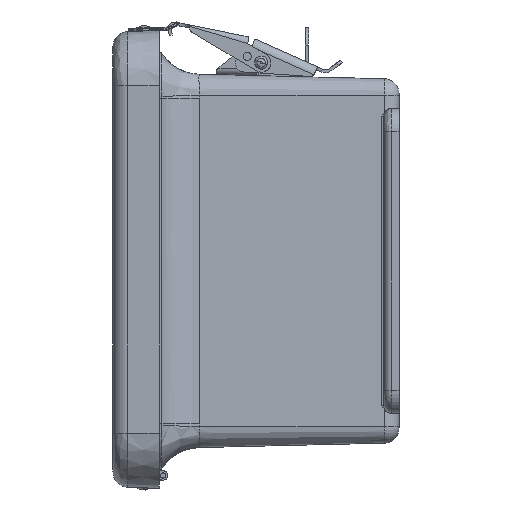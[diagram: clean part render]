
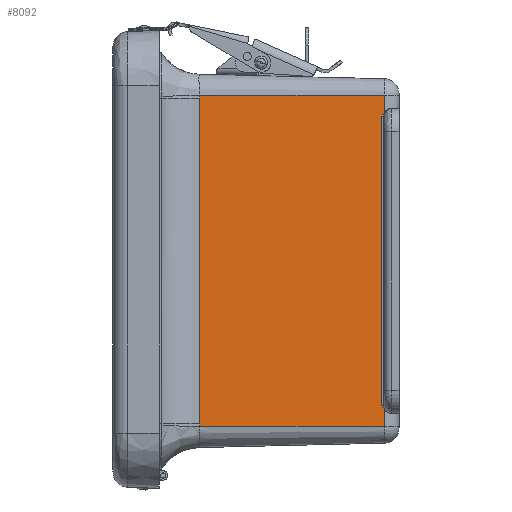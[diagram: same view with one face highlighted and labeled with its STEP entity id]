
A CAD part, left-side view. The second image highlights one B-rep face of the part: STEP entity #8092.
In plain terms, the highlighted face is planar.
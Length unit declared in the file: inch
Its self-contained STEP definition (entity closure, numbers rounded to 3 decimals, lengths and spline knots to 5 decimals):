
#439 = CARTESIAN_POINT ( 'NONE',  ( 3.992, 2.43499, 4.25244 ) ) ;
#891 = ORIENTED_EDGE ( 'NONE', *, *, #42362, .F. ) ;
#998 = VECTOR ( 'NONE', #25314, 39.37008 ) ;
#1256 = VECTOR ( 'NONE', #45449, 39.37008 ) ;
#1732 = ORIENTED_EDGE ( 'NONE', *, *, #19773, .F. ) ;
#1768 = CARTESIAN_POINT ( 'NONE',  ( 3.99283, 2.71875, 4.218 ) ) ;
#2202 = CARTESIAN_POINT ( 'NONE',  ( 3.99209, -2.43045, 4.24891 ) ) ;
#2214 = EDGE_CURVE ( 'NONE', #7256, #36148, #27407, .T. ) ;
#3166 = CARTESIAN_POINT ( 'NONE',  ( 3.99283, -2.375, 4.218 ) ) ;
#3870 = B_SPLINE_CURVE_WITH_KNOTS ( 'NONE', 3,
 ( #24314, #38440, #9987, #20809 ),
 .UNSPECIFIED., .F., .F.,
 ( 4, 4 ),
 ( 0., 1. ),
 .UNSPECIFIED. ) ;
#3924 = CARTESIAN_POINT ( 'NONE',  ( 3.99228, 2.418, 4.24111 ) ) ;
#4162 = CARTESIAN_POINT ( 'NONE',  ( 3.99266, 2.38944, 4.22522 ) ) ;
#4175 = DIRECTION ( 'NONE',  ( 0.024, 0., -1. ) ) ;
#4298 = EDGE_CURVE ( 'NONE', #7706, #36148, #36211, .T. ) ;
#4495 = CARTESIAN_POINT ( 'NONE',  ( 3.99192, 1.35938, 4.25597 ) ) ;
#5416 = ORIENTED_EDGE ( 'NONE', *, *, #10103, .T. ) ;
#5764 = LINE ( 'NONE', #34216, #40233 ) ;
#7230 = CARTESIAN_POINT ( 'NONE',  ( 3.99192, 2.71875, 4.25597 ) ) ;
#7256 = VERTEX_POINT ( 'NONE', #3166 ) ;
#7407 = CARTESIAN_POINT ( 'NONE',  ( 3.99213, 2.42762, 4.24718 ) ) ;
#7706 = VERTEX_POINT ( 'NONE', #14827 ) ;
#7916 = DIRECTION ( 'NONE',  ( 1., 0., 0.024 ) ) ;
#7950 = B_SPLINE_CURVE_WITH_KNOTS ( 'NONE', 3,
 ( #39555, #32571, #11524, #25649 ),
 .UNSPECIFIED., .F., .F.,
 ( 4, 4 ),
 ( 0., 1. ),
 .UNSPECIFIED. ) ;
#8092 = ADVANCED_FACE ( 'NONE', ( #32404 ), #25467, .T. ) ;
#8336 = CARTESIAN_POINT ( 'NONE',  ( 4.06427, 2.67477, 1.2274 ) ) ;
#8722 = LINE ( 'NONE', #1768, #18422 ) ;
#9151 = CARTESIAN_POINT ( 'NONE',  ( 3.99243, -2.40724, 4.23481 ) ) ;
#9545 = VECTOR ( 'NONE', #4175, 39.37008 ) ;
#9822 = ORIENTED_EDGE ( 'NONE', *, *, #34414, .T. ) ;
#9987 = CARTESIAN_POINT ( 'NONE',  ( 4.06427, 2.68944, 1.2274 ) ) ;
#10044 = VERTEX_POINT ( 'NONE', #8336 ) ;
#10055 = ORIENTED_EDGE ( 'NONE', *, *, #4298, .F. ) ;
#10103 = EDGE_CURVE ( 'NONE', #15501, #10044, #5764, .T. ) ;
#10213 = CARTESIAN_POINT ( 'NONE',  ( 4.09351, 2.71875, 0.00299 ) ) ;
#10872 = LINE ( 'NONE', #32382, #9545 ) ;
#10894 = CARTESIAN_POINT ( 'NONE',  ( 4.09351, 2.71875, 0.00299 ) ) ;
#11043 = B_SPLINE_CURVE_WITH_KNOTS ( 'NONE', 3,
 ( #24960, #439, #7407, #3924, #14746, #14534, #28655, #11079, #25194, #21712, #35879, #4162, #18220 ),
 .UNSPECIFIED., .F., .F.,
 ( 4, 1, 1, 1, 1, 1, 2, 2, 4 ),
 ( 0., 0.25, 0.375, 0.4375, 0.46875, 0.48437, 0.49219, 0.5, 1. ),
 .UNSPECIFIED. ) ;
#11079 = CARTESIAN_POINT ( 'NONE',  ( 3.99241, 2.40846, 4.2355 ) ) ;
#11501 = EDGE_CURVE ( 'NONE', #26470, #19151, #31512, .T. ) ;
#11524 = CARTESIAN_POINT ( 'NONE',  ( 4.06427, -2.7041, 1.22722 ) ) ;
#11831 = CARTESIAN_POINT ( 'NONE',  ( 3.99192, 1.35938, 4.25597 ) ) ;
#12357 = CARTESIAN_POINT ( 'NONE',  ( 3.99226, -2.41985, 4.24194 ) ) ;
#12805 = CARTESIAN_POINT ( 'NONE',  ( 3.99192, -2.43951, 4.25597 ) ) ;
#12875 = CARTESIAN_POINT ( 'NONE',  ( 3.99192, 2.43951, 4.25597 ) ) ;
#14534 = CARTESIAN_POINT ( 'NONE',  ( 3.99238, 2.41034, 4.23658 ) ) ;
#14746 = CARTESIAN_POINT ( 'NONE',  ( 3.99235, 2.41294, 4.23809 ) ) ;
#14791 = ORIENTED_EDGE ( 'NONE', *, *, #26342, .T. ) ;
#14827 = CARTESIAN_POINT ( 'NONE',  ( 3.99192, -2.71875, 4.25597 ) ) ;
#15501 = VERTEX_POINT ( 'NONE', #16320 ) ;
#16066 = CARTESIAN_POINT ( 'NONE',  ( 3.99263, -2.39171, 4.22645 ) ) ;
#16278 = CARTESIAN_POINT ( 'NONE',  ( 3.99274, -2.38221, 4.22161 ) ) ;
#16320 = CARTESIAN_POINT ( 'NONE',  ( 4.06427, -2.67477, 1.2274 ) ) ;
#18220 = CARTESIAN_POINT ( 'NONE',  ( 3.99283, 2.375, 4.218 ) ) ;
#18268 = EDGE_CURVE ( 'NONE', #15501, #43305, #7950, .T. ) ;
#18422 = VECTOR ( 'NONE', #36728, 39.37008 ) ;
#19151 = VERTEX_POINT ( 'NONE', #7230 ) ;
#19773 = EDGE_CURVE ( 'NONE', #20561, #19151, #22496, .T. ) ;
#20561 = VERTEX_POINT ( 'NONE', #12875 ) ;
#20618 = ORIENTED_EDGE ( 'NONE', *, *, #18268, .F. ) ;
#20809 = CARTESIAN_POINT ( 'NONE',  ( 4.06427, 2.67477, 1.2274 ) ) ;
#21050 = DIRECTION ( 'NONE',  ( 0.024, 0., -1. ) ) ;
#21712 = CARTESIAN_POINT ( 'NONE',  ( 3.99242, 2.40782, 4.23514 ) ) ;
#21929 = VERTEX_POINT ( 'NONE', #44833 ) ;
#22496 = LINE ( 'NONE', #11831, #998 ) ;
#22993 = CARTESIAN_POINT ( 'NONE',  ( 3.99242, -2.40751, 4.23497 ) ) ;
#23246 = CARTESIAN_POINT ( 'NONE',  ( 3.99242, -2.40747, 4.23494 ) ) ;
#23685 = CARTESIAN_POINT ( 'NONE',  ( 3.99251, -2.40047, 4.23109 ) ) ;
#24314 = CARTESIAN_POINT ( 'NONE',  ( 4.06428, 2.71875, 1.22687 ) ) ;
#24960 = CARTESIAN_POINT ( 'NONE',  ( 3.99192, 2.43951, 4.25597 ) ) ;
#25194 = CARTESIAN_POINT ( 'NONE',  ( 3.99241, 2.40808, 4.23529 ) ) ;
#25314 = DIRECTION ( 'NONE',  ( 0., 1., 0. ) ) ;
#25467 = PLANE ( 'NONE',  #37974 ) ;
#25649 = CARTESIAN_POINT ( 'NONE',  ( 4.06428, -2.71875, 1.22687 ) ) ;
#25785 = DIRECTION ( 'NONE',  ( 0., 1., 0. ) ) ;
#26151 = CARTESIAN_POINT ( 'NONE',  ( 4.06428, -2.71875, 1.22687 ) ) ;
#26342 = EDGE_CURVE ( 'NONE', #20561, #21929, #11043, .T. ) ;
#26470 = VERTEX_POINT ( 'NONE', #29343 ) ;
#27187 = CARTESIAN_POINT ( 'NONE',  ( 3.99243, -2.40688, 4.23461 ) ) ;
#27407 = B_SPLINE_CURVE_WITH_KNOTS ( 'NONE', 3,
 ( #40851, #16278, #16066, #23685, #37163, #37398, #27187, #9151, #23246, #22993, #12357, #2202, #12805 ),
 .UNSPECIFIED., .F., .F.,
 ( 4, 1, 1, 1, 1, 1, 2, 2, 4 ),
 ( 0., 0.25, 0.375, 0.4375, 0.46875, 0.48438, 0.49219, 0.5, 1. ),
 .UNSPECIFIED. ) ;
#28655 = CARTESIAN_POINT ( 'NONE',  ( 3.9924, 2.40903, 4.23583 ) ) ;
#29343 = CARTESIAN_POINT ( 'NONE',  ( 4.06428, 2.71875, 1.22687 ) ) ;
#30312 = ORIENTED_EDGE ( 'NONE', *, *, #2214, .T. ) ;
#31512 = LINE ( 'NONE', #10213, #1256 ) ;
#32382 = CARTESIAN_POINT ( 'NONE',  ( 4.09351, -2.71875, 0.00299 ) ) ;
#32404 = FACE_OUTER_BOUND ( 'NONE', #35639, .T. ) ;
#32571 = CARTESIAN_POINT ( 'NONE',  ( 4.06427, -2.68944, 1.2274 ) ) ;
#33783 = ORIENTED_EDGE ( 'NONE', *, *, #34775, .T. ) ;
#33980 = DIRECTION ( 'NONE',  ( 0., 1., 0. ) ) ;
#34216 = CARTESIAN_POINT ( 'NONE',  ( 4.06427, 2.71875, 1.2274 ) ) ;
#34414 = EDGE_CURVE ( 'NONE', #7706, #43305, #10872, .T. ) ;
#34775 = EDGE_CURVE ( 'NONE', #21929, #7256, #8722, .T. ) ;
#35639 = EDGE_LOOP ( 'NONE', ( #33783, #30312, #10055, #9822, #20618, #5416, #891, #43781, #1732, #14791 ) ) ;
#35879 = CARTESIAN_POINT ( 'NONE',  ( 3.99252, 2.40034, 4.23091 ) ) ;
#36148 = VERTEX_POINT ( 'NONE', #36848 ) ;
#36211 = LINE ( 'NONE', #4495, #44533 ) ;
#36728 = DIRECTION ( 'NONE',  ( 0., -1., 0. ) ) ;
#36848 = CARTESIAN_POINT ( 'NONE',  ( 3.99192, -2.43951, 4.25597 ) ) ;
#37163 = CARTESIAN_POINT ( 'NONE',  ( 3.99247, -2.40428, 4.23317 ) ) ;
#37398 = CARTESIAN_POINT ( 'NONE',  ( 3.99244, -2.40604, 4.23414 ) ) ;
#37974 = AXIS2_PLACEMENT_3D ( 'NONE', #10894, #7916, #21050 ) ;
#38440 = CARTESIAN_POINT ( 'NONE',  ( 4.06427, 2.7041, 1.22722 ) ) ;
#39555 = CARTESIAN_POINT ( 'NONE',  ( 4.06427, -2.67477, 1.2274 ) ) ;
#40233 = VECTOR ( 'NONE', #33980, 39.37008 ) ;
#40851 = CARTESIAN_POINT ( 'NONE',  ( 3.99283, -2.375, 4.218 ) ) ;
#42362 = EDGE_CURVE ( 'NONE', #26470, #10044, #3870, .T. ) ;
#43305 = VERTEX_POINT ( 'NONE', #26151 ) ;
#43781 = ORIENTED_EDGE ( 'NONE', *, *, #11501, .T. ) ;
#44533 = VECTOR ( 'NONE', #25785, 39.37008 ) ;
#44833 = CARTESIAN_POINT ( 'NONE',  ( 3.99283, 2.375, 4.218 ) ) ;
#45449 = DIRECTION ( 'NONE',  ( -0.024, 0., 1. ) ) ;
